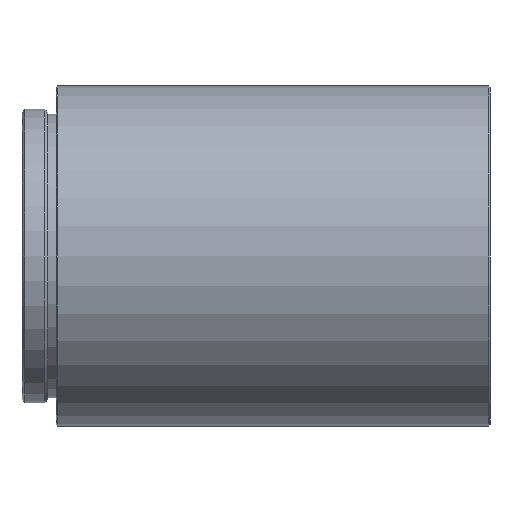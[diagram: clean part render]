
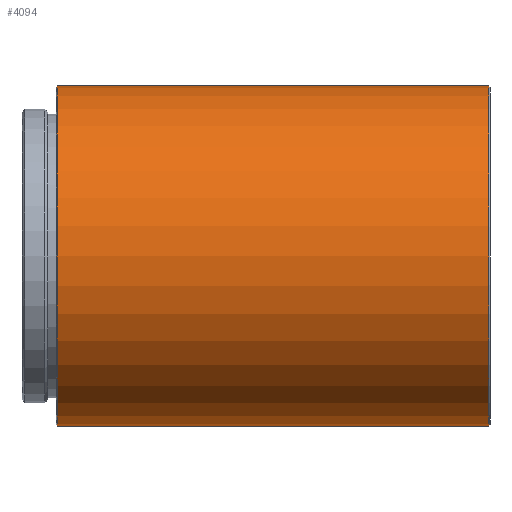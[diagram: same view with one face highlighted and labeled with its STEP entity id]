
A CAD part, front view. The second image highlights one B-rep face of the part: STEP entity #4094.
In plain terms, the highlighted cylindrical face has radius 15.24 mm (diameter 30.48 mm), a partial arc.
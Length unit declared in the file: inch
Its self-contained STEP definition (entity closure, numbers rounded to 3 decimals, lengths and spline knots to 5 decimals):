
#34 = EDGE_CURVE ( 'NONE', #10244, #16574, #16653, .T. ) ;
#78 = FACE_OUTER_BOUND ( 'NONE', #4537, .T. ) ;
#1660 = CARTESIAN_POINT ( 'NONE',  ( 1.01759, 1.09663, 1.92721 ) ) ;
#1699 = DIRECTION ( 'NONE',  ( 1., 0., 0. ) ) ;
#2135 = AXIS2_PLACEMENT_3D ( 'NONE', #7563, #12005, #9156 ) ;
#2433 = AXIS2_PLACEMENT_3D ( 'NONE', #4588, #13849, #5893 ) ;
#2471 = DIRECTION ( 'NONE',  ( 1., 0., 0. ) ) ;
#2483 = ORIENTED_EDGE ( 'NONE', *, *, #12840, .T. ) ;
#2878 = VERTEX_POINT ( 'NONE', #5951 ) ;
#4094 = ADVANCED_FACE ( 'NONE', ( #78 ), #15111, .T. ) ;
#4537 = EDGE_LOOP ( 'NONE', ( #11313, #8011, #10904, #2483 ) ) ;
#4588 = CARTESIAN_POINT ( 'NONE',  ( 1.01759, 1.09663, 1.32721 ) ) ;
#5893 = DIRECTION ( 'NONE',  ( 0., 0., -1. ) ) ;
#5951 = CARTESIAN_POINT ( 'NONE',  ( -0.50241, 1.09663, 1.92721 ) ) ;
#6387 = CARTESIAN_POINT ( 'NONE',  ( 1.02259, 1.09663, 1.92721 ) ) ;
#6512 = VECTOR ( 'NONE', #15299, 39.37008 ) ;
#6633 = CARTESIAN_POINT ( 'NONE',  ( -0.50241, 1.09663, 0.72721 ) ) ;
#7050 = VECTOR ( 'NONE', #2471, 39.37008 ) ;
#7563 = CARTESIAN_POINT ( 'NONE',  ( 1.02259, 1.09663, 1.32721 ) ) ;
#8011 = ORIENTED_EDGE ( 'NONE', *, *, #15641, .T. ) ;
#9156 = DIRECTION ( 'NONE',  ( 0., 0., -1. ) ) ;
#9558 = CARTESIAN_POINT ( 'NONE',  ( -0.50241, 1.09663, 1.32721 ) ) ;
#10018 = CARTESIAN_POINT ( 'NONE',  ( 1.01759, 1.09663, 0.72721 ) ) ;
#10244 = VERTEX_POINT ( 'NONE', #6633 ) ;
#10515 = CARTESIAN_POINT ( 'NONE',  ( 1.02259, 1.09663, 0.72721 ) ) ;
#10592 = LINE ( 'NONE', #6387, #7050 ) ;
#10875 = DIRECTION ( 'NONE',  ( 0., 0., 1. ) ) ;
#10904 = ORIENTED_EDGE ( 'NONE', *, *, #34, .T. ) ;
#11313 = ORIENTED_EDGE ( 'NONE', *, *, #11742, .F. ) ;
#11742 = EDGE_CURVE ( 'NONE', #2878, #13810, #10592, .T. ) ;
#11756 = CIRCLE ( 'NONE', #13581, 0.6 ) ;
#12005 = DIRECTION ( 'NONE',  ( 1., 0., 0. ) ) ;
#12112 = CIRCLE ( 'NONE', #2433, 0.6 ) ;
#12840 = EDGE_CURVE ( 'NONE', #16574, #13810, #12112, .T. ) ;
#13581 = AXIS2_PLACEMENT_3D ( 'NONE', #9558, #1699, #10875 ) ;
#13810 = VERTEX_POINT ( 'NONE', #1660 ) ;
#13849 = DIRECTION ( 'NONE',  ( -1., 0., 0. ) ) ;
#15111 = CYLINDRICAL_SURFACE ( 'NONE', #2135, 0.6 ) ;
#15299 = DIRECTION ( 'NONE',  ( 1., 0., 0. ) ) ;
#15641 = EDGE_CURVE ( 'NONE', #2878, #10244, #11756, .T. ) ;
#16574 = VERTEX_POINT ( 'NONE', #10018 ) ;
#16653 = LINE ( 'NONE', #10515, #6512 ) ;
